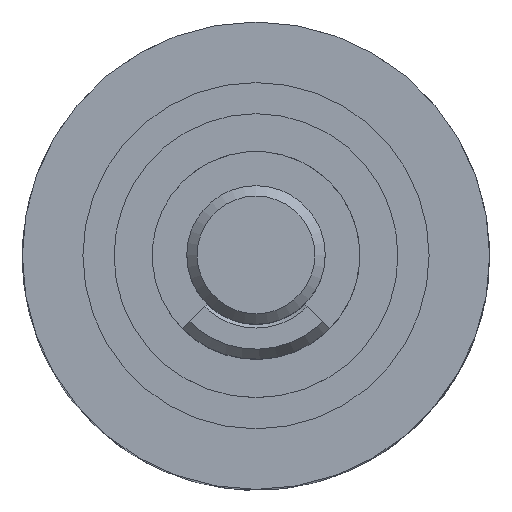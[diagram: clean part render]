
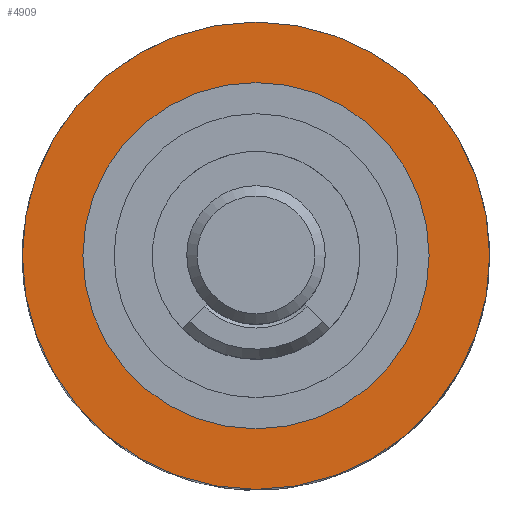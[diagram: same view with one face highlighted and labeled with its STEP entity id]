
A CAD part, top view. The second image highlights one B-rep face of the part: STEP entity #4909.
In plain terms, the highlighted face is planar.
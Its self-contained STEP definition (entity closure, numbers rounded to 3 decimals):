
#409 = EDGE_LOOP ( 'NONE', ( #8503 ) ) ;
#446 = AXIS2_PLACEMENT_3D ( 'NONE', #4274, #1527, #6761 ) ;
#641 = AXIS2_PLACEMENT_3D ( 'NONE', #9026, #8285, #6834 ) ;
#793 = VERTEX_POINT ( 'NONE', #6870 ) ;
#796 = EDGE_LOOP ( 'NONE', ( #1146 ) ) ;
#832 = CIRCLE ( 'NONE', #641, 5. ) ;
#1146 = ORIENTED_EDGE ( 'NONE', *, *, #3284, .F. ) ;
#1214 = FACE_BOUND ( 'NONE', #409, .T. ) ;
#1527 = DIRECTION ( 'NONE',  ( 0., 0., -1. ) ) ;
#2768 = CIRCLE ( 'NONE', #8648, 6.75 ) ;
#2948 = VERTEX_POINT ( 'NONE', #4544 ) ;
#2990 = PLANE ( 'NONE',  #446 ) ;
#3284 = EDGE_CURVE ( 'NONE', #793, #793, #2768, .T. ) ;
#3431 = CARTESIAN_POINT ( 'NONE',  ( 0., 0., 3.267 ) ) ;
#4274 = CARTESIAN_POINT ( 'NONE',  ( 6.75, 0., 3.267 ) ) ;
#4544 = CARTESIAN_POINT ( 'NONE',  ( 0., 5., 3.267 ) ) ;
#4909 = ADVANCED_FACE ( 'NONE', ( #1214, #5890 ), #2990, .T. ) ;
#5275 = EDGE_CURVE ( 'NONE', #2948, #2948, #832, .T. ) ;
#5890 = FACE_OUTER_BOUND ( 'NONE', #796, .T. ) ;
#6761 = DIRECTION ( 'NONE',  ( -1., 0., 0. ) ) ;
#6834 = DIRECTION ( 'NONE',  ( 0., 1., 0. ) ) ;
#6870 = CARTESIAN_POINT ( 'NONE',  ( 6.75, 0., 3.267 ) ) ;
#7993 = DIRECTION ( 'NONE',  ( 0., 0., 1. ) ) ;
#8285 = DIRECTION ( 'NONE',  ( 0., 0., 1. ) ) ;
#8503 = ORIENTED_EDGE ( 'NONE', *, *, #5275, .T. ) ;
#8648 = AXIS2_PLACEMENT_3D ( 'NONE', #3431, #7993, #9465 ) ;
#9026 = CARTESIAN_POINT ( 'NONE',  ( 0., 0., 3.267 ) ) ;
#9465 = DIRECTION ( 'NONE',  ( 1., 0., 0. ) ) ;
